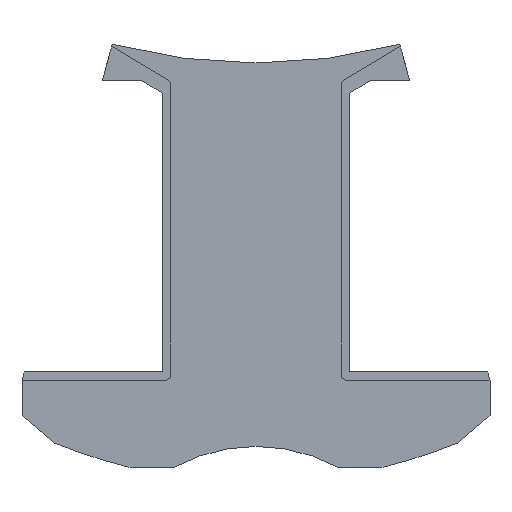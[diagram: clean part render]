
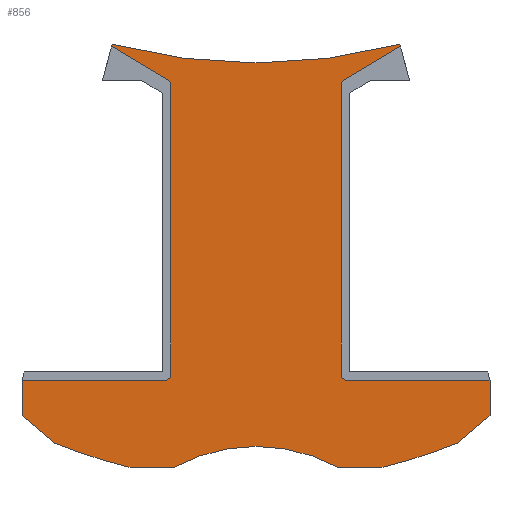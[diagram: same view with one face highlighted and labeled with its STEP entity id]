
A CAD part, front view. The second image highlights one B-rep face of the part: STEP entity #856.
In plain terms, the highlighted planar face has unit normal (0, -1, 0).
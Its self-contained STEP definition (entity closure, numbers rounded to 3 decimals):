
#1=CARTESIAN_POINT('',(0.,0.,0.));
#2=DIRECTION('',(0.,-1.,0.));
#3=DIRECTION('',(-0.255,0.,-0.967));
#4=AXIS2_PLACEMENT_3D('',#1,#2,#3);
#6=DIRECTION('',(0.259,0.,-0.966));
#7=VECTOR('',#6,0.082);
#8=CARTESIAN_POINT('',(6.766,0.,-25.622));
#9=LINE('',#8,#7);
#10=DIRECTION('',(-0.857,0.,-0.515));
#11=VECTOR('',#10,3.081);
#12=CARTESIAN_POINT('',(6.787,0.,-25.701));
#13=LINE('',#12,#11);
#14=DIRECTION('',(0.,0.,1.));
#15=VECTOR('',#14,13.58);
#16=CARTESIAN_POINT('',(4.,0.,-41.125));
#17=LINE('',#16,#15);
#18=DIRECTION('',(-1.,0.,0.));
#19=VECTOR('',#18,6.7);
#20=CARTESIAN_POINT('',(11.,0.,-41.425));
#21=LINE('',#20,#19);
#22=DIRECTION('',(0.,0.,-1.));
#23=VECTOR('',#22,1.65);
#24=CARTESIAN_POINT('',(11.,0.,-41.425));
#25=LINE('',#24,#23);
#26=DIRECTION('',(0.766,0.,0.643));
#27=VECTOR('',#26,2.007);
#28=CARTESIAN_POINT('',(9.463,0.,-44.365));
#29=LINE('',#28,#27);
#30=CARTESIAN_POINT('',(0.,0.,-21.225));
#31=DIRECTION('',(0.,1.,0.));
#32=DIRECTION('',(0.379,0.,-0.926));
#33=AXIS2_PLACEMENT_3D('',#30,#31,#32);
#35=DIRECTION('',(1.,0.,0.));
#36=VECTOR('',#35,2.);
#37=CARTESIAN_POINT('',(3.874,0.,-45.525));
#38=LINE('',#37,#36);
#39=CARTESIAN_POINT('',(0.,0.,-52.525));
#40=DIRECTION('',(0.,1.,0.));
#41=DIRECTION('',(-0.484,0.,0.875));
#42=AXIS2_PLACEMENT_3D('',#39,#40,#41);
#44=DIRECTION('',(1.,0.,0.));
#45=VECTOR('',#44,2.);
#46=CARTESIAN_POINT('',(-5.874,0.,-45.525));
#47=LINE('',#46,#45);
#48=CARTESIAN_POINT('',(0.,0.,-21.225));
#49=DIRECTION('',(0.,1.,0.));
#50=DIRECTION('',(-0.235,0.,-0.972));
#51=AXIS2_PLACEMENT_3D('',#48,#49,#50);
#53=DIRECTION('',(0.766,0.,-0.643));
#54=VECTOR('',#53,2.007);
#55=CARTESIAN_POINT('',(-11.,0.,-43.075));
#56=LINE('',#55,#54);
#57=DIRECTION('',(0.,0.,1.));
#58=VECTOR('',#57,1.65);
#59=CARTESIAN_POINT('',(-11.,0.,-43.075));
#60=LINE('',#59,#58);
#61=DIRECTION('',(1.,0.,0.));
#62=VECTOR('',#61,6.7);
#63=CARTESIAN_POINT('',(-11.,0.,-41.425));
#64=LINE('',#63,#62);
#65=DIRECTION('',(0.,0.,-1.));
#66=VECTOR('',#65,13.58);
#67=CARTESIAN_POINT('',(-4.,0.,-27.545));
#68=LINE('',#67,#66);
#69=DIRECTION('',(-0.857,0.,0.515));
#70=VECTOR('',#69,3.081);
#71=CARTESIAN_POINT('',(-4.145,0.,-27.288));
#72=LINE('',#71,#70);
#73=DIRECTION('',(0.259,0.,0.966));
#74=VECTOR('',#73,0.082);
#75=CARTESIAN_POINT('',(-6.787,0.,-25.701));
#76=LINE('',#75,#74);
#206=CARTESIAN_POINT('',(-4.3,0.,-27.545));
#207=DIRECTION('',(0.,1.,0.));
#208=DIRECTION('',(0.515,0.,0.857));
#209=AXIS2_PLACEMENT_3D('',#206,#207,#208);
#219=CARTESIAN_POINT('',(-4.3,0.,-41.125));
#220=DIRECTION('',(0.,1.,0.));
#221=DIRECTION('',(1.,0.,0.));
#222=AXIS2_PLACEMENT_3D('',#219,#220,#221);
#380=CARTESIAN_POINT('',(4.3,0.,-41.125));
#381=DIRECTION('',(0.,1.,0.));
#382=DIRECTION('',(0.,0.,-1.));
#383=AXIS2_PLACEMENT_3D('',#380,#381,#382);
#393=CARTESIAN_POINT('',(4.3,0.,-27.545));
#394=DIRECTION('',(0.,1.,0.));
#395=DIRECTION('',(-1.,0.,0.));
#396=AXIS2_PLACEMENT_3D('',#393,#394,#395);
#650=CARTESIAN_POINT('',(-11.,0.,-41.425));
#652=VERTEX_POINT('',#650);
#656=CARTESIAN_POINT('',(11.,0.,-41.425));
#658=VERTEX_POINT('',#656);
#673=CARTESIAN_POINT('',(-4.,0.,-41.125));
#674=VERTEX_POINT('',#673);
#675=CARTESIAN_POINT('',(-4.3,0.,-41.425));
#676=VERTEX_POINT('',#675);
#681=CARTESIAN_POINT('',(4.3,0.,-41.425));
#682=VERTEX_POINT('',#681);
#683=CARTESIAN_POINT('',(4.,0.,-41.125));
#684=VERTEX_POINT('',#683);
#689=CARTESIAN_POINT('',(-4.145,0.,-27.288));
#690=VERTEX_POINT('',#689);
#691=CARTESIAN_POINT('',(-4.,0.,-27.545));
#692=VERTEX_POINT('',#691);
#697=CARTESIAN_POINT('',(4.,0.,-27.545));
#698=VERTEX_POINT('',#697);
#699=CARTESIAN_POINT('',(4.145,0.,-27.288));
#700=VERTEX_POINT('',#699);
#741=CARTESIAN_POINT('',(9.463,0.,-44.365));
#742=CARTESIAN_POINT('',(11.,0.,-43.075));
#743=VERTEX_POINT('',#741);
#744=VERTEX_POINT('',#742);
#749=CARTESIAN_POINT('',(-11.,0.,-43.075));
#750=CARTESIAN_POINT('',(-9.463,0.,-44.365));
#751=VERTEX_POINT('',#749);
#752=VERTEX_POINT('',#750);
#773=CARTESIAN_POINT('',(-5.874,0.,-45.525));
#774=CARTESIAN_POINT('',(-3.874,0.,-45.525));
#775=VERTEX_POINT('',#773);
#776=VERTEX_POINT('',#774);
#777=CARTESIAN_POINT('',(3.874,0.,-45.525));
#778=CARTESIAN_POINT('',(5.874,0.,-45.525));
#779=VERTEX_POINT('',#777);
#780=VERTEX_POINT('',#778);
#794=CARTESIAN_POINT('',(-6.766,0.,-25.622));
#796=VERTEX_POINT('',#794);
#798=CARTESIAN_POINT('',(6.766,0.,-25.622));
#800=VERTEX_POINT('',#798);
#801=CARTESIAN_POINT('',(6.787,0.,-25.701));
#802=VERTEX_POINT('',#801);
#803=CARTESIAN_POINT('',(-6.787,0.,-25.701));
#804=VERTEX_POINT('',#803);
#805=CARTESIAN_POINT('',(0.,0.,0.));
#806=DIRECTION('',(0.,1.,0.));
#807=DIRECTION('',(1.,0.,0.));
#808=AXIS2_PLACEMENT_3D('',#805,#806,#807);
#809=PLANE('',#808);
#811=ORIENTED_EDGE('',*,*,#810,.T.);
#813=ORIENTED_EDGE('',*,*,#812,.T.);
#815=ORIENTED_EDGE('',*,*,#814,.T.);
#817=ORIENTED_EDGE('',*,*,#816,.F.);
#819=ORIENTED_EDGE('',*,*,#818,.F.);
#821=ORIENTED_EDGE('',*,*,#820,.F.);
#823=ORIENTED_EDGE('',*,*,#822,.F.);
#825=ORIENTED_EDGE('',*,*,#824,.T.);
#827=ORIENTED_EDGE('',*,*,#826,.F.);
#829=ORIENTED_EDGE('',*,*,#828,.T.);
#831=ORIENTED_EDGE('',*,*,#830,.F.);
#833=ORIENTED_EDGE('',*,*,#832,.F.);
#835=ORIENTED_EDGE('',*,*,#834,.F.);
#837=ORIENTED_EDGE('',*,*,#836,.T.);
#839=ORIENTED_EDGE('',*,*,#838,.F.);
#841=ORIENTED_EDGE('',*,*,#840,.T.);
#843=ORIENTED_EDGE('',*,*,#842,.T.);
#845=ORIENTED_EDGE('',*,*,#844,.F.);
#847=ORIENTED_EDGE('',*,*,#846,.F.);
#849=ORIENTED_EDGE('',*,*,#848,.F.);
#851=ORIENTED_EDGE('',*,*,#850,.T.);
#853=ORIENTED_EDGE('',*,*,#852,.T.);
#854=EDGE_LOOP('',(#811,#813,#815,#817,#819,#821,#823,#825,#827,#829,#831,#833,
#835,#837,#839,#841,#843,#845,#847,#849,#851,#853));
#855=FACE_OUTER_BOUND('',#854,.F.);
#856=ADVANCED_FACE('',(#855),#809,.F.);
#5=CIRCLE('',#4,26.5);
#34=CIRCLE('',#33,25.);
#43=CIRCLE('',#42,8.);
#52=CIRCLE('',#51,25.);
#210=CIRCLE('',#209,0.3);
#223=CIRCLE('',#222,0.3);
#384=CIRCLE('',#383,0.3);
#397=CIRCLE('',#396,0.3);
#810=EDGE_CURVE('',#796,#800,#5,.T.);
#812=EDGE_CURVE('',#800,#802,#9,.T.);
#814=EDGE_CURVE('',#802,#700,#13,.T.);
#816=EDGE_CURVE('',#698,#700,#397,.T.);
#818=EDGE_CURVE('',#684,#698,#17,.T.);
#820=EDGE_CURVE('',#682,#684,#384,.T.);
#822=EDGE_CURVE('',#658,#682,#21,.T.);
#824=EDGE_CURVE('',#658,#744,#25,.T.);
#826=EDGE_CURVE('',#743,#744,#29,.T.);
#828=EDGE_CURVE('',#743,#780,#34,.T.);
#830=EDGE_CURVE('',#779,#780,#38,.T.);
#832=EDGE_CURVE('',#776,#779,#43,.T.);
#834=EDGE_CURVE('',#775,#776,#47,.T.);
#836=EDGE_CURVE('',#775,#752,#52,.T.);
#838=EDGE_CURVE('',#751,#752,#56,.T.);
#840=EDGE_CURVE('',#751,#652,#60,.T.);
#842=EDGE_CURVE('',#652,#676,#64,.T.);
#844=EDGE_CURVE('',#674,#676,#223,.T.);
#846=EDGE_CURVE('',#692,#674,#68,.T.);
#848=EDGE_CURVE('',#690,#692,#210,.T.);
#850=EDGE_CURVE('',#690,#804,#72,.T.);
#852=EDGE_CURVE('',#804,#796,#76,.T.);
